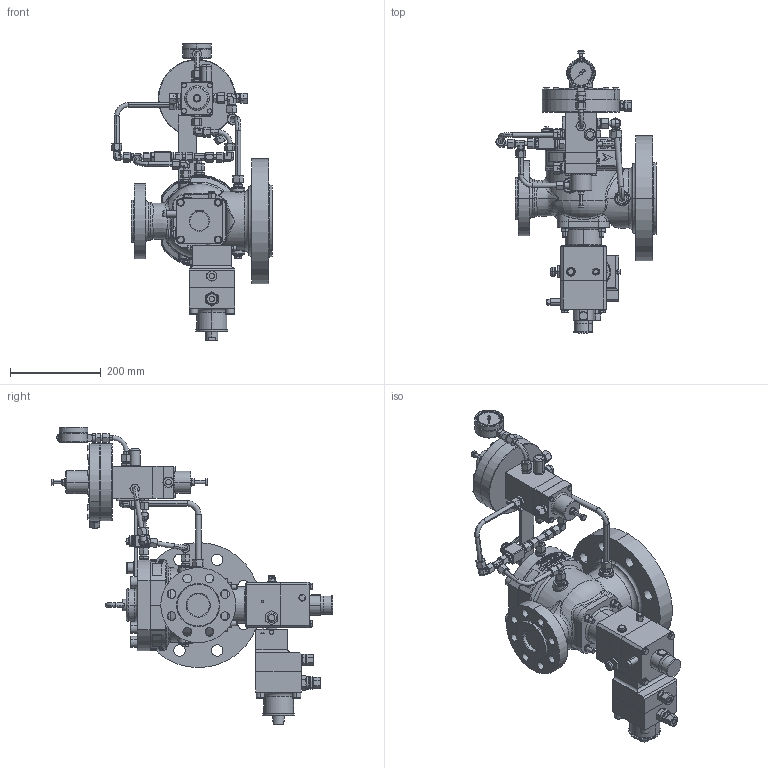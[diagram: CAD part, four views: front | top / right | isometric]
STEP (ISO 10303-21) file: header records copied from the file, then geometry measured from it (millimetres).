
FILE_DESCRIPTION (( 'STEP AP214' ), '1' );
FILE_NAME ('HON5020_DN50_DN100_class600_625_672_L_K11.STEP', '2021-10-07T05:50:10', ( '' ), ( '' ), 'SwSTEP 2.0', 'SolidWorks 2019', '' );
FILE_SCHEMA (( 'AUTOMOTIVE_DESIGN' ));
Length unit declared in the file: millimetre
Products named in the file (1): HON5020_DN50_DN100_class600_625_672_L_K11
Bounding box: 352.43 x 619.68 x 654.31 mm (x, y, z)
Volume: 13712114.4 mm3; surface area: 875203.9 mm2
Topology: 7 solids, 7 shells, 3412 faces, 8092 edges, 4946 vertices
Faces by surface type: plane 1243, cone 796, cylinder 723, bspline 457, torus 165, sphere 28
Entity records: 201939 total; most frequent: CARTESIAN_POINT 126364, ORIENTED_EDGE 16128, DIRECTION 14212, EDGE_CURVE 8064, AXIS2_PLACEMENT_3D 5734, VERTEX_POINT 4944, EDGE_LOOP 3772, FACE_OUTER_BOUND 3412
